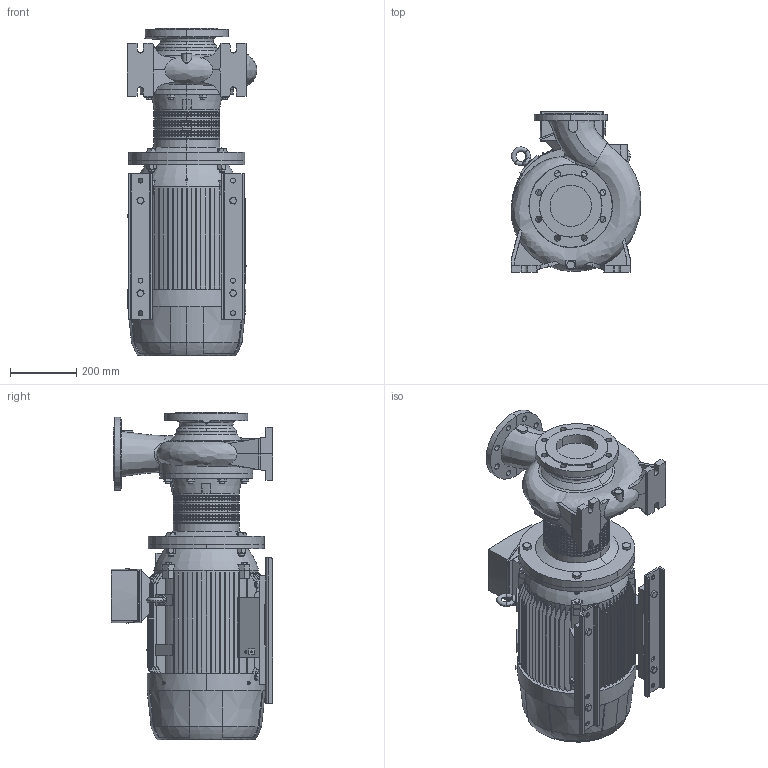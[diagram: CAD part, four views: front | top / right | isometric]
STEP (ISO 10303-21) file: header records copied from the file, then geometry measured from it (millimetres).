
FILE_DESCRIPTION (( 'STEP AP214' ), '1' );
FILE_NAME ('4_93_446_16_REV01.step', '2022-06-06T08:16:05', ( '' ), ( '' ), 'SwSTEP 2.0', 'SolidWorks 2020', '' );
FILE_SCHEMA (( 'AUTOMOTIVE_DESIGN' ));
Length unit declared in the file: millimetre
Products named in the file (3): Copia di 172520^4_93_446_16_REV01; Copia di 172507^4_93_446_16_REV01; 4_93_446_16_REV01
Assembly tree (2 placements, depth 2):
  4_93_446_16_REV01
    Copia di 172507^4_93_446_16_REV01
    Copia di 172520^4_93_446_16_REV01
Bounding box: 391.43 x 486 x 985.8 mm (x, y, z)
Volume: 78115875 mm3; surface area: 3300524.3 mm2
Topology: 29 solids, 511 shells, 2802 faces, 8157 edges, 5970 vertices
Faces by surface type: plane 1231, cylinder 997, cone 357, torus 158, bspline 59
Entity records: 136443 total; most frequent: CARTESIAN_POINT 66698, ORIENTED_EDGE 14292, DIRECTION 13560, EDGE_CURVE 8154, VERTEX_POINT 5970, AXIS2_PLACEMENT_3D 4840, VECTOR 3880, LINE 3880
